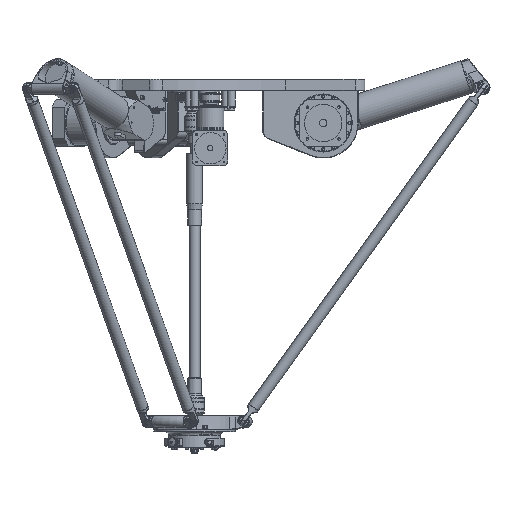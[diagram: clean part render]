
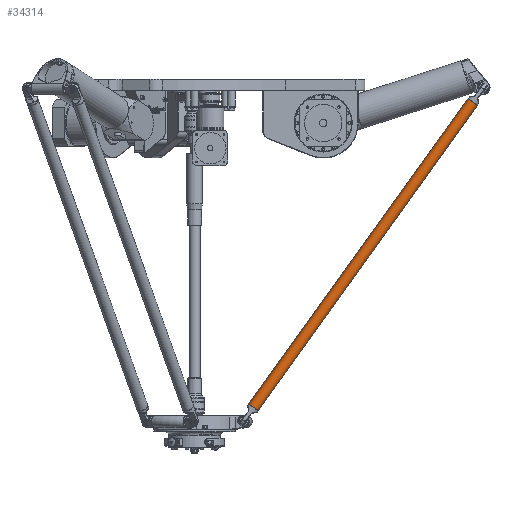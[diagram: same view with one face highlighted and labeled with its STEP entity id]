
A CAD part, front view. The second image highlights one B-rep face of the part: STEP entity #34314.
In plain terms, the highlighted cylindrical face has radius 15 mm (diameter 30 mm), a full revolution.
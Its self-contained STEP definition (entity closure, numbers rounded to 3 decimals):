
#1367=FACE_BOUND('',#8671,.T.);
#3094=CIRCLE('',#37934,15.);
#3098=CIRCLE('',#37941,15.);
#4112=CYLINDRICAL_SURFACE('',#37942,15.);
#5843=FACE_OUTER_BOUND('',#8670,.T.);
#8670=EDGE_LOOP('',(#28590));
#8671=EDGE_LOOP('',(#28591));
#16811=VERTEX_POINT('',#65323);
#16815=VERTEX_POINT('',#65334);
#20919=EDGE_CURVE('',#16811,#16811,#3094,.T.);
#20923=EDGE_CURVE('',#16815,#16815,#3098,.T.);
#28590=ORIENTED_EDGE('',*,*,#20919,.T.);
#28591=ORIENTED_EDGE('',*,*,#20923,.T.);
#34314=ADVANCED_FACE('',(#5843,#1367),#4112,.T.);
#37934=AXIS2_PLACEMENT_3D('',#65324,#46368,#46369);
#37941=AXIS2_PLACEMENT_3D('',#65335,#46382,#46383);
#37942=AXIS2_PLACEMENT_3D('',#65336,#46384,#46385);
#46368=DIRECTION('center_axis',(1.,0.,0.));
#46369=DIRECTION('ref_axis',(0.,0.,1.));
#46382=DIRECTION('center_axis',(-1.,0.,0.));
#46383=DIRECTION('ref_axis',(0.,0.,1.));
#46384=DIRECTION('center_axis',(-1.,0.,0.));
#46385=DIRECTION('ref_axis',(0.,0.,1.));
#65323=CARTESIAN_POINT('',(45.01,0.,15.));
#65324=CARTESIAN_POINT('Origin',(45.01,0.,0.));
#65334=CARTESIAN_POINT('',(1009.99,0.,15.));
#65335=CARTESIAN_POINT('Origin',(1009.99,0.,0.));
#65336=CARTESIAN_POINT('Origin',(45.,0.,0.));
